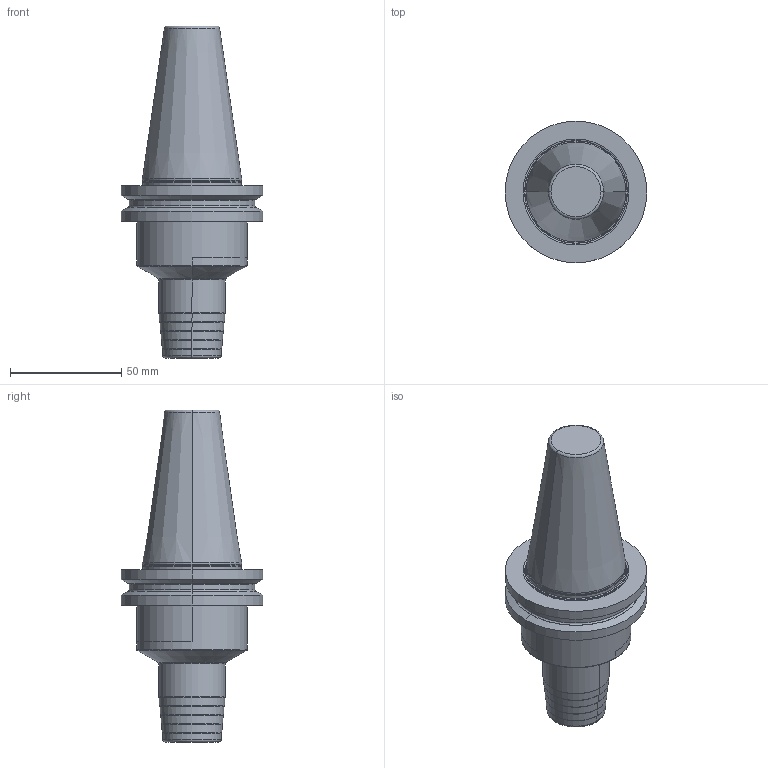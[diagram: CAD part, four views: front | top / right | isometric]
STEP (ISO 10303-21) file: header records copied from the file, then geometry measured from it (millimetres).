
FILE_DESCRIPTION((''),'2;1');
FILE_NAME('30526378','2017-02-21T',('bahnemannr'),(''),'PRO/ENGINEER BY PARAMETRIC TECHNOLOGY CORPORATION, 2011220','PRO/ENGINEER BY PARAMETRIC TECHNOLOGY CORPORATION, 2011220','');
FILE_SCHEMA(('AUTOMOTIVE_DESIGN_CC2 { 1 2 10303 214 -1 1 5 2 }'));
Length unit declared in the file: millimetre
Products named in the file (1): 30526378
Bounding box: 63.55 x 63.55 x 148.9 mm (x, y, z)
Volume: 183321.1 mm3; surface area: 24701.2 mm2
Topology: 1 solids, 1 shells, 83 faces, 172 edges, 106 vertices
Faces by surface type: torus 32, cone 22, cylinder 16, plane 13
Entity records: 2808 total; most frequent: DIRECTION 472, CARTESIAN_POINT 356, ORIENTED_EDGE 336, AXIS2_PLACEMENT_3D 214, PRESENTATION_STYLE_ASSIGNMENT 176, STYLED_ITEM 176, CURVE_STYLE 175, EDGE_CURVE 168
